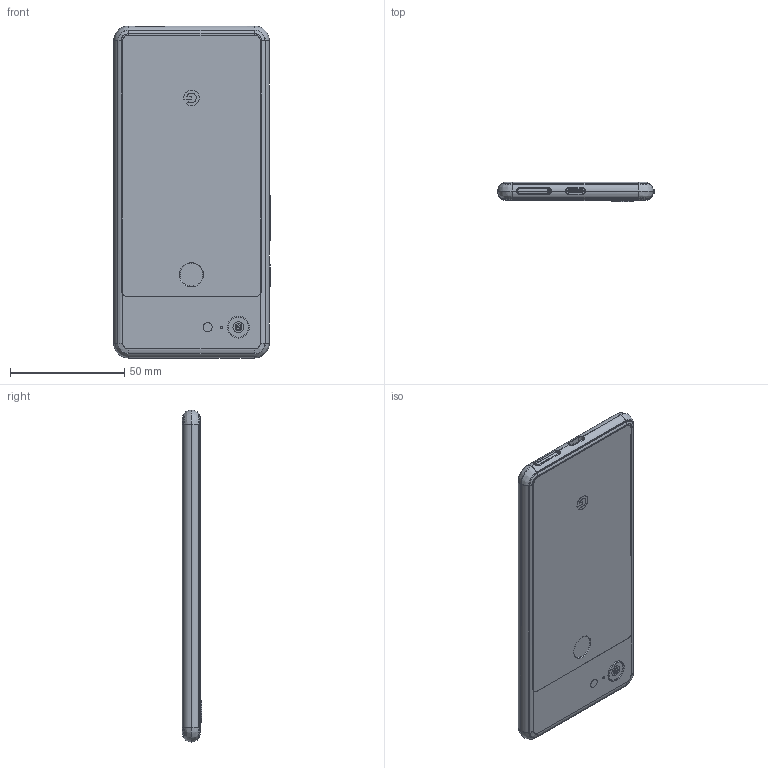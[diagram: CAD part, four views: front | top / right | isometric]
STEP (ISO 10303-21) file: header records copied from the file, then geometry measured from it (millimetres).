
FILE_DESCRIPTION(/* description */ (''),/* implementation_level */ '2;1');
FILE_NAME(/* name */ 'Google Pixel 3.stp',/* time_stamp */ '2018-12-06T15:32:07-06:00',/* author */ ('TD996'),/* organization */ (''),/* preprocessor_version */ 'ST-DEVELOPER v17',/* originating_system */ 'Autodesk Inventor 2018',/* authorisation */ '');
FILE_SCHEMA (('AUTOMOTIVE_DESIGN { 1 0 10303 214 3 1 1 }'));
Length unit declared in the file: millimetre
Products named in the file (1): Google Pixel 3
Bounding box: 68.7 x 8.45 x 145.5 mm (x, y, z)
Volume: 5612.1 mm3; surface area: 44924.7 mm2
Topology: 1 solids, 1 shells, 239 faces, 595 edges, 383 vertices
Faces by surface type: cylinder 104, plane 97, bspline 36, cone 2
Full cylindrical faces by diameter (mm): 1 x2, 1.5 x1, 8.8 x1, 9.6 x1
Entity records: 7821 total; most frequent: CARTESIAN_POINT 2092, ORIENTED_EDGE 1190, DIRECTION 1166, EDGE_CURVE 595, AXIS2_PLACEMENT_3D 431, VERTEX_POINT 383, LINE 304, VECTOR 304
